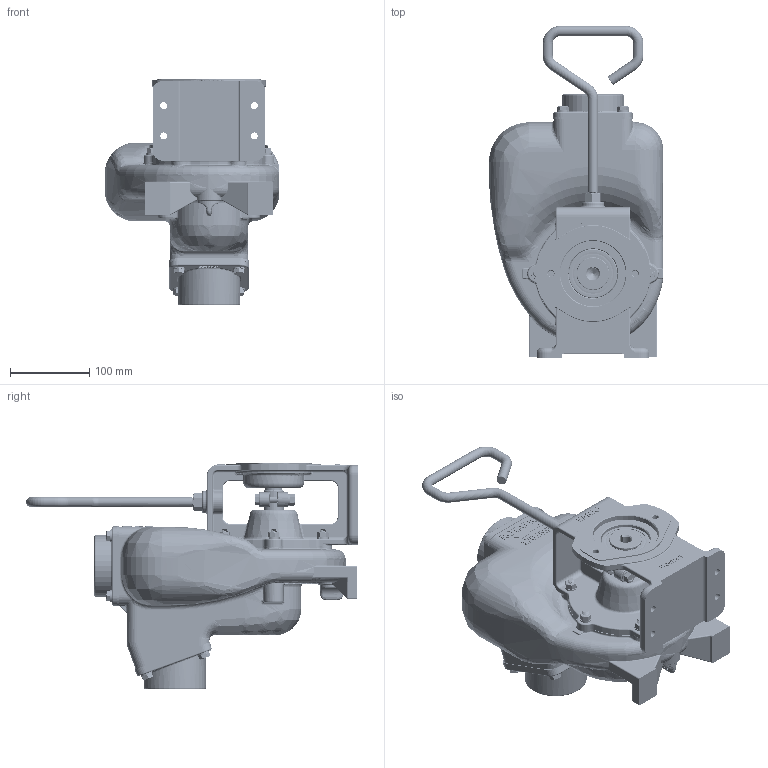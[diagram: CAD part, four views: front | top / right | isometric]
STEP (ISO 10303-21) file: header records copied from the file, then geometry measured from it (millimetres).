
FILE_DESCRIPTION((''),'2;1');
FILE_NAME('200PHASS.stp','2013-04-08T09:07:09',('mclevenger'),(''),'Autodesk Inventor 2013','Autodesk Inventor 2013','');
FILE_SCHEMA(('AUTOMOTIVE_DESIGN { 1 0 10303 214 1 1 1 1 }'));
Length unit declared in the file: inch
Products named in the file (39): 200PHASS; 17026SS; 17026SSX; 17000SS; 17002SS; 17014; 17017; 17017X; 17021; 17020; 18016; V07019; V07018; 17019; V10118; 17011SS; 17130SS; 17042; 17049ASS; 17008SS; 17007; 17018; 17010; 15022; 17009B; V10119; 17135SS; 17024; 17024B; 17029; 12777; UV15163V; 17055A; 17056; 6206-2Z_PART1; 6206-2Z_PART2; 6206-2Z_PART3; 6206-2Z_PART4; 6206-2Z_PART5
Assembly tree (83 placements, depth 4):
  200PHASS
    17026SS
      17026SSX
      17000SS
      17002SS
      17014
      17017
        17017X
        17021
        17020
        18016
        V07019
        V07018
      17019  x8
      V10118  x8
      17011SS
      17130SS  x2
      17042  x6
    17049ASS
    17008SS
    17007
    17018
    17010
    15022
    17009B
    V10118  x6
    V10119  x6
    17135SS
    17024
      17024B  x2
      17029  x2
      V10118  x2
      V10119  x2
    12777
    UV15163V
    17055A
    17056
      6206-2Z_PART1
      6206-2Z_PART2
      6206-2Z_PART3
      6206-2Z_PART4
      6206-2Z_PART5  x9
Bounding box: 219.91 x 418.56 x 286.06 mm (x, y, z)
Volume: 2743454.7 mm3; surface area: 885600.4 mm2
Topology: 85 solids, 87 shells, 5614 faces, 13208 edges, 7742 vertices
Faces by surface type: cylinder 1729, cone 1247, plane 1230, bspline 1014, torus 350, sphere 44
Full cylindrical faces by diameter (mm): 4.763 x3, 6.401 x16, 6.858 x2, 7.144 x1, 7.798 x2, 7.938 x20, 8.636 x4, 8.712 x8, 8.89 x4, 9.652 x6, 9.906 x1, 10.592 x1, 12.7 x7, 13.716 x2, 14.351 x2, 18.542 x6, 22.225 x1, 22.479 x1, 25.4 x4, 25.527 x1, 26.988 x1, 28.448 x1, 28.575 x3, 28.702 x1, 30 x1, 30.002 x1, 31.75 x1, 33.071 x2, 33.274 x2, 33.338 x1
Entity records: 155298 total; most frequent: CARTESIAN_POINT 74541, ORIENTED_EDGE 17250, DIRECTION 14742, EDGE_CURVE 8625, AXIS2_PLACEMENT_3D 5619, VERTEX_POINT 5372, EDGE_LOOP 4229, FACE_OUTER_BOUND 3700
